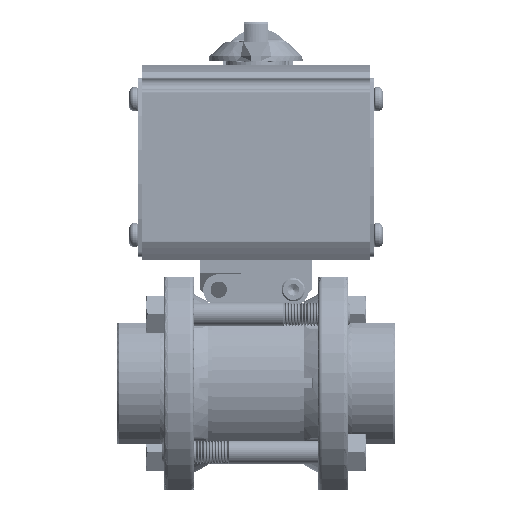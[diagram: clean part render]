
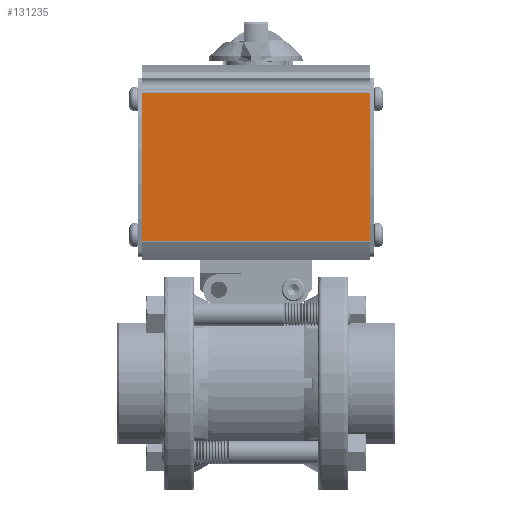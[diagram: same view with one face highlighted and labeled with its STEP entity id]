
A CAD part, top view. The second image highlights one B-rep face of the part: STEP entity #131235.
In plain terms, the highlighted planar face has unit normal (0, 0, 1).
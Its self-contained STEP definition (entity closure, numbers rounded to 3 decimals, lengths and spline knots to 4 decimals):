
#4615 = PLANE ( 'NONE',  #137472 ) ;
#4649 = LINE ( 'NONE', #175406, #121621 ) ;
#19569 = EDGE_LOOP ( 'NONE', ( #93077, #31081, #83807, #102987 ) ) ;
#21900 = FACE_OUTER_BOUND ( 'NONE', #19569, .T. ) ;
#29724 = DIRECTION ( 'NONE',  ( 0., -1., 0. ) ) ;
#31081 = ORIENTED_EDGE ( 'NONE', *, *, #69551, .T. ) ;
#38707 = CARTESIAN_POINT ( 'NONE',  ( 1.5441, 1.7988, 3.281 ) ) ;
#39236 = DIRECTION ( 'NONE',  ( 1., 0., 0. ) ) ;
#40040 = CARTESIAN_POINT ( 'NONE',  ( -1.5109, 3.7931, 3.281 ) ) ;
#56912 = LINE ( 'NONE', #131587, #142728 ) ;
#58100 = CARTESIAN_POINT ( 'NONE',  ( -1.5109, 1.7988, 3.281 ) ) ;
#65415 = CARTESIAN_POINT ( 'NONE',  ( -5.0238, 3.7931, 3.281 ) ) ;
#67272 = DIRECTION ( 'NONE',  ( 0., -1., 0. ) ) ;
#69551 = EDGE_CURVE ( 'NONE', #195897, #157599, #153499, .T. ) ;
#74493 = EDGE_CURVE ( 'NONE', #142056, #157599, #56912, .T. ) ;
#83807 = ORIENTED_EDGE ( 'NONE', *, *, #74493, .F. ) ;
#84380 = EDGE_CURVE ( 'NONE', #195897, #129638, #97952, .T. ) ;
#93077 = ORIENTED_EDGE ( 'NONE', *, *, #84380, .F. ) ;
#97952 = LINE ( 'NONE', #197334, #133811 ) ;
#102987 = ORIENTED_EDGE ( 'NONE', *, *, #118365, .T. ) ;
#112632 = CARTESIAN_POINT ( 'NONE',  ( -5.0238, 3.8004, 3.281 ) ) ;
#112908 = VECTOR ( 'NONE', #172864, 39.3701 ) ;
#116282 = DIRECTION ( 'NONE',  ( 0., 1., 0. ) ) ;
#118365 = EDGE_CURVE ( 'NONE', #142056, #129638, #4649, .T. ) ;
#121621 = VECTOR ( 'NONE', #39236, 39.3701 ) ;
#129638 = VERTEX_POINT ( 'NONE', #38707 ) ;
#131235 = ADVANCED_FACE ( 'NONE', ( #21900 ), #4615, .F. ) ;
#131587 = CARTESIAN_POINT ( 'NONE',  ( -1.5109, 3.8004, 3.281 ) ) ;
#133811 = VECTOR ( 'NONE', #29724, 39.3701 ) ;
#137472 = AXIS2_PLACEMENT_3D ( 'NONE', #112632, #158655, #67272 ) ;
#142056 = VERTEX_POINT ( 'NONE', #58100 ) ;
#142728 = VECTOR ( 'NONE', #116282, 39.3701 ) ;
#150504 = CARTESIAN_POINT ( 'NONE',  ( 1.5441, 3.7931, 3.281 ) ) ;
#153499 = LINE ( 'NONE', #65415, #112908 ) ;
#157599 = VERTEX_POINT ( 'NONE', #40040 ) ;
#158655 = DIRECTION ( 'NONE',  ( 0., 0., -1. ) ) ;
#172864 = DIRECTION ( 'NONE',  ( -1., 0., 0. ) ) ;
#175406 = CARTESIAN_POINT ( 'NONE',  ( -5.0238, 1.7988, 3.281 ) ) ;
#195897 = VERTEX_POINT ( 'NONE', #150504 ) ;
#197334 = CARTESIAN_POINT ( 'NONE',  ( 1.5441, 3.8004, 3.281 ) ) ;
